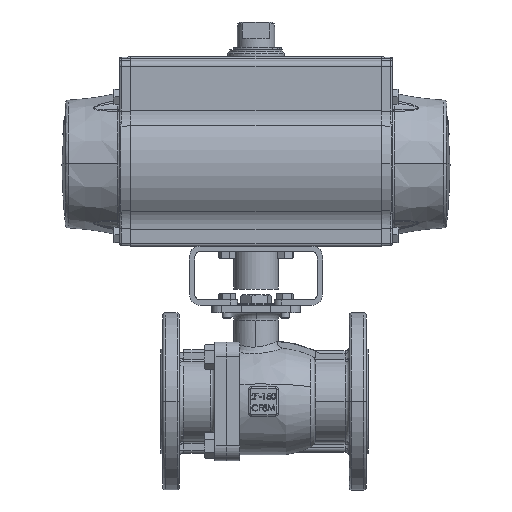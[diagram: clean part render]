
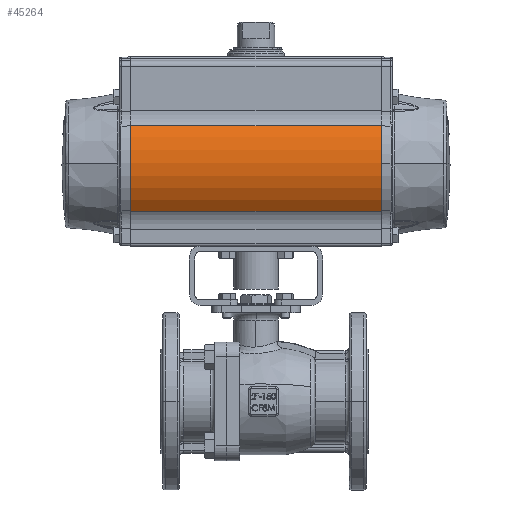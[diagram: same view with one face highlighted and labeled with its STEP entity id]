
A CAD part, top view. The second image highlights one B-rep face of the part: STEP entity #45264.
In plain terms, the highlighted cylindrical face has radius 64 mm (diameter 128 mm), a partial arc.
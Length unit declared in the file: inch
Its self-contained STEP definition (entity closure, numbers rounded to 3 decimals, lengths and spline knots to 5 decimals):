
#486 = DIRECTION ( 'NONE',  ( 1., 0., 0. ) ) ;
#1790 = DIRECTION ( 'NONE',  ( 0., 0., -1. ) ) ;
#4918 = AXIS2_PLACEMENT_3D ( 'NONE', #56187, #21836, #61836 ) ;
#7270 = CARTESIAN_POINT ( 'NONE',  ( 2.22638, 9.31328, 2.1658 ) ) ;
#19707 = EDGE_LOOP ( 'NONE', ( #22836, #25651, #71538, #50871 ) ) ;
#21836 = DIRECTION ( 'NONE',  ( -1., 0., 0. ) ) ;
#22836 = ORIENTED_EDGE ( 'NONE', *, *, #61411, .T. ) ;
#23856 = CARTESIAN_POINT ( 'NONE',  ( -6.22638, 6.43412, 1.95346 ) ) ;
#25150 = CYLINDRICAL_SURFACE ( 'NONE', #49409, 2.51969 ) ;
#25651 = ORIENTED_EDGE ( 'NONE', *, *, #45036, .T. ) ;
#34126 = VECTOR ( 'NONE', #50980, 39.37008 ) ;
#34976 = CARTESIAN_POINT ( 'NONE',  ( -6.22638, 9.31328, 2.1658 ) ) ;
#35891 = DIRECTION ( 'NONE',  ( 1., 0., 0. ) ) ;
#36880 = DIRECTION ( 'NONE',  ( -1., 0., 0. ) ) ;
#37522 = VERTEX_POINT ( 'NONE', #23856 ) ;
#40086 = EDGE_CURVE ( 'NONE', #55221, #62590, #61380, .T. ) ;
#40328 = CARTESIAN_POINT ( 'NONE',  ( -6.22638, 8.02559, 0. ) ) ;
#44209 = CARTESIAN_POINT ( 'NONE',  ( 2.22638, 6.43412, 1.95346 ) ) ;
#45036 = EDGE_CURVE ( 'NONE', #37522, #46224, #68029, .T. ) ;
#45264 = ADVANCED_FACE ( 'NONE', ( #55688 ), #25150, .T. ) ;
#46224 = VERTEX_POINT ( 'NONE', #44209 ) ;
#48174 = CARTESIAN_POINT ( 'NONE',  ( -6.22638, 9.31328, 2.1658 ) ) ;
#49409 = AXIS2_PLACEMENT_3D ( 'NONE', #40328, #486, #51897 ) ;
#49993 = CIRCLE ( 'NONE', #4918, 2.51969 ) ;
#50871 = ORIENTED_EDGE ( 'NONE', *, *, #40086, .T. ) ;
#50980 = DIRECTION ( 'NONE',  ( 1., 0., 0. ) ) ;
#51897 = DIRECTION ( 'NONE',  ( 0., 0., -1. ) ) ;
#53804 = CIRCLE ( 'NONE', #71851, 2.51969 ) ;
#55221 = VERTEX_POINT ( 'NONE', #7270 ) ;
#55688 = FACE_OUTER_BOUND ( 'NONE', #19707, .T. ) ;
#56187 = CARTESIAN_POINT ( 'NONE',  ( 2.22638, 8.02559, 0. ) ) ;
#59603 = VECTOR ( 'NONE', #36880, 39.37008 ) ;
#61380 = LINE ( 'NONE', #48174, #59603 ) ;
#61411 = EDGE_CURVE ( 'NONE', #62590, #37522, #53804, .T. ) ;
#61836 = DIRECTION ( 'NONE',  ( 0., 0., -1. ) ) ;
#62590 = VERTEX_POINT ( 'NONE', #34976 ) ;
#67777 = CARTESIAN_POINT ( 'NONE',  ( -6.22638, 6.43412, 1.95346 ) ) ;
#68029 = LINE ( 'NONE', #67777, #34126 ) ;
#69771 = EDGE_CURVE ( 'NONE', #46224, #55221, #49993, .T. ) ;
#69987 = CARTESIAN_POINT ( 'NONE',  ( -6.22638, 8.02559, 0. ) ) ;
#71538 = ORIENTED_EDGE ( 'NONE', *, *, #69771, .T. ) ;
#71851 = AXIS2_PLACEMENT_3D ( 'NONE', #69987, #35891, #1790 ) ;
